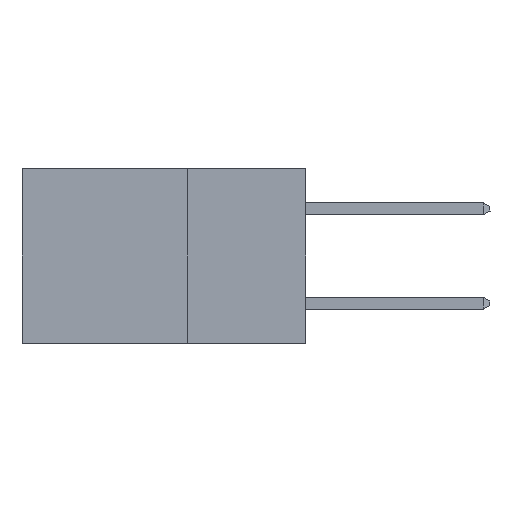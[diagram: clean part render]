
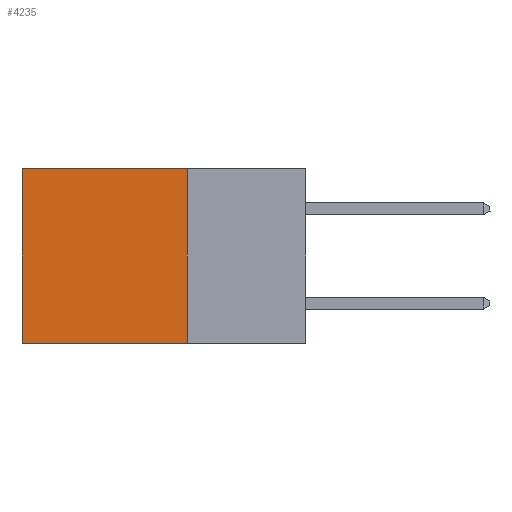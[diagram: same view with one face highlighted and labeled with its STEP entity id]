
A CAD part, left-side view. The second image highlights one B-rep face of the part: STEP entity #4235.
In plain terms, the highlighted planar face has unit normal (-1, 0, 0).
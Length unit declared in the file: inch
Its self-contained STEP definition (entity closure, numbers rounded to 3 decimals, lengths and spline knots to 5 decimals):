
#283 = LINE ( 'NONE', #4014, #14389 ) ;
#862 = VECTOR ( 'NONE', #13037, 39.37008 ) ;
#1280 = DIRECTION ( 'NONE',  ( 1., 0., 0. ) ) ;
#1387 = CARTESIAN_POINT ( 'NONE',  ( 0.298, 0.25, 0. ) ) ;
#2540 = VERTEX_POINT ( 'NONE', #14602 ) ;
#2793 = ORIENTED_EDGE ( 'NONE', *, *, #11973, .F. ) ;
#3391 = EDGE_LOOP ( 'NONE', ( #10441, #2793, #13592, #5609 ) ) ;
#3403 = VECTOR ( 'NONE', #9823, 39.37008 ) ;
#3527 = CARTESIAN_POINT ( 'NONE',  ( 0.298, 0.6, -0.37 ) ) ;
#3584 = VECTOR ( 'NONE', #5599, 39.37008 ) ;
#3850 = PLANE ( 'NONE',  #7384 ) ;
#4014 = CARTESIAN_POINT ( 'NONE',  ( 0.298, 0.25, 0. ) ) ;
#4235 = ADVANCED_FACE ( 'NONE', ( #5065 ), #3850, .F. ) ;
#4265 = LINE ( 'NONE', #14307, #862 ) ;
#5065 = FACE_OUTER_BOUND ( 'NONE', #3391, .T. ) ;
#5071 = VERTEX_POINT ( 'NONE', #5869 ) ;
#5536 = EDGE_CURVE ( 'NONE', #2540, #5071, #12346, .T. ) ;
#5599 = DIRECTION ( 'NONE',  ( 0., 0., -1. ) ) ;
#5609 = ORIENTED_EDGE ( 'NONE', *, *, #11694, .T. ) ;
#5869 = CARTESIAN_POINT ( 'NONE',  ( 0.298, 0.25, -0.37 ) ) ;
#6003 = CARTESIAN_POINT ( 'NONE',  ( 0.298, 0.6, 0. ) ) ;
#7384 = AXIS2_PLACEMENT_3D ( 'NONE', #1387, #1280, #14162 ) ;
#9114 = EDGE_CURVE ( 'NONE', #16141, #12730, #12713, .T. ) ;
#9823 = DIRECTION ( 'NONE',  ( 0., 0., -1. ) ) ;
#10441 = ORIENTED_EDGE ( 'NONE', *, *, #9114, .T. ) ;
#11694 = EDGE_CURVE ( 'NONE', #2540, #16141, #283, .T. ) ;
#11785 = DIRECTION ( 'NONE',  ( 0., 1., 0. ) ) ;
#11973 = EDGE_CURVE ( 'NONE', #5071, #12730, #4265, .T. ) ;
#12029 = CARTESIAN_POINT ( 'NONE',  ( 0.298, 0.6, 0. ) ) ;
#12346 = LINE ( 'NONE', #12397, #3403 ) ;
#12397 = CARTESIAN_POINT ( 'NONE',  ( 0.298, 0.25, 0. ) ) ;
#12713 = LINE ( 'NONE', #12029, #3584 ) ;
#12730 = VERTEX_POINT ( 'NONE', #3527 ) ;
#13037 = DIRECTION ( 'NONE',  ( 0., 1., 0. ) ) ;
#13592 = ORIENTED_EDGE ( 'NONE', *, *, #5536, .F. ) ;
#14162 = DIRECTION ( 'NONE',  ( 0., 0., -1. ) ) ;
#14307 = CARTESIAN_POINT ( 'NONE',  ( 0.298, 0.25, -0.37 ) ) ;
#14389 = VECTOR ( 'NONE', #11785, 39.37008 ) ;
#14602 = CARTESIAN_POINT ( 'NONE',  ( 0.298, 0.25, 0. ) ) ;
#16141 = VERTEX_POINT ( 'NONE', #6003 ) ;
